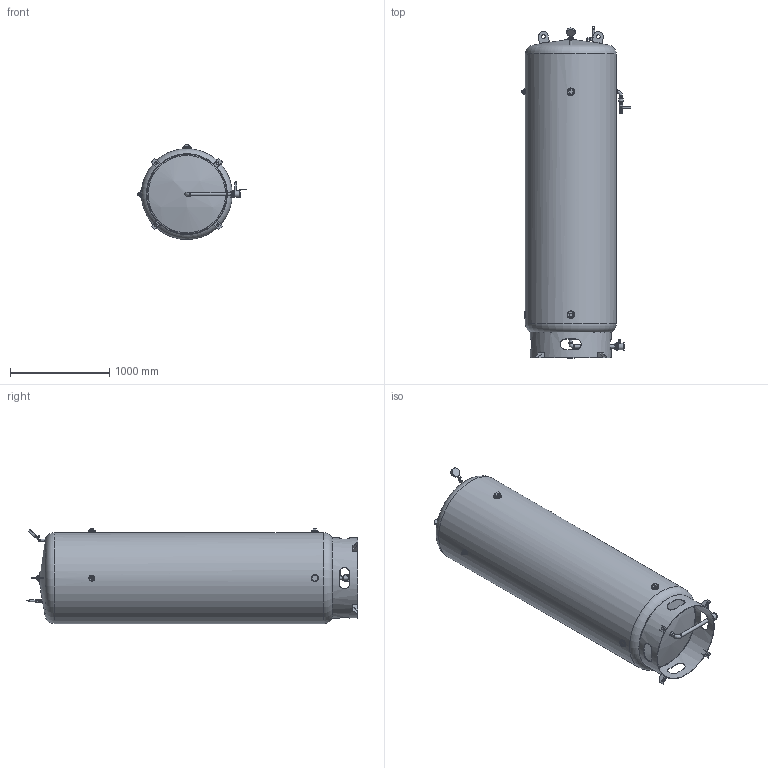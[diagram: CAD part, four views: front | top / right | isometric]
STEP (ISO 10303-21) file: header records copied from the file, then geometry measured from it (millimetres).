
FILE_DESCRIPTION(/* description */ (''),/* implementation_level */ '2;1');
FILE_NAME(/* name */ 'VORTEX_400 GALLON WATER TANK_SERIES 950.stp',/* time_stamp */ '2019-04-18T09:56:39+05:00',/* author */ ('vjadhav'),/* organization */ (''),/* preprocessor_version */ 'ST-DEVELOPER v16.1',/* originating_system */ 'Autodesk Inventor 2016',/* authorisation */ '');
FILE_SCHEMA (('AUTOMOTIVE_DESIGN { 1 0 10303 214 3 1 1 }'));
Length unit declared in the file: inch
Products named in the file (1): Victaulic-FP-Vortex 400 Gallon Series 950 Fire Suppression System Tan
k
Bounding box: 1103.63 x 3343.23 x 957.58 mm (x, y, z)
Volume: 1921757188.6 mm3; surface area: 10921689.8 mm2
Topology: 3 solids, 3 shells, 430 faces, 1046 edges, 676 vertices
Faces by surface type: plane 332, cylinder 83, torus 9, cone 3, sphere 2, bspline 1
Full cylindrical faces by diameter (mm): 5.08 x1, 13.716 x5, 15.24 x1, 16.51 x1, 21.336 x7, 26.67 x5, 27.94 x1, 30.48 x1, 31.75 x2, 33.02 x1, 33.401 x3, 35.56 x1, 38.1 x4, 42.164 x3, 43.18 x1, 45.72 x1, 50.8 x2, 55.88 x1, 60.325 x1, 60.96 x1, 63.5 x3, 69.85 x1, 73.025 x1, 73.66 x1, 76.2 x2, 88.9 x1, 123.367 x1, 802.64 x1, 812.8 x1, 914.4 x1
Entity records: 13682 total; most frequent: CARTESIAN_POINT 3626, DIRECTION 1949, ORIENTED_EDGE 1892, EDGE_CURVE 943, LINE 671, VECTOR 671, VERTEX_POINT 647, AXIS2_PLACEMENT_3D 639
